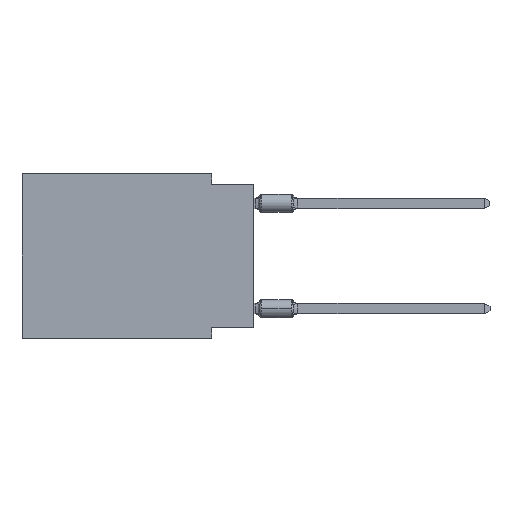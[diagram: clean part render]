
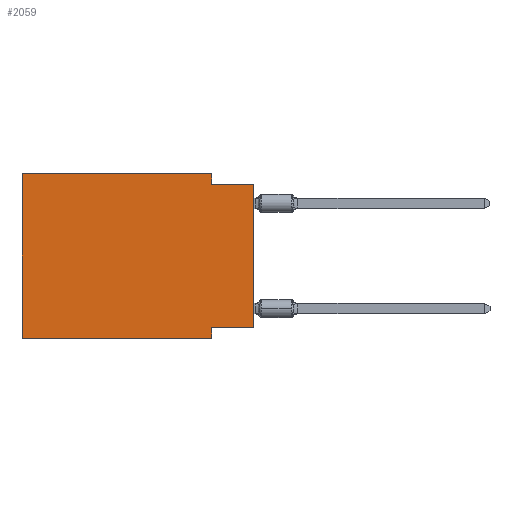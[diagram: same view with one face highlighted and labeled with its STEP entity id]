
A CAD part, left-side view. The second image highlights one B-rep face of the part: STEP entity #2059.
In plain terms, the highlighted planar face has unit normal (-1, 0, 0).
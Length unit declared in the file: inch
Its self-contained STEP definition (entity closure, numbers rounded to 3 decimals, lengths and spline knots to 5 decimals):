
#344 = LINE ( 'NONE', #7816, #19623 ) ;
#399 = VERTEX_POINT ( 'NONE', #14486 ) ;
#906 = DIRECTION ( 'NONE',  ( 0., -1., 0. ) ) ;
#1430 = LINE ( 'NONE', #21758, #18919 ) ;
#1524 = VECTOR ( 'NONE', #16683, 39.37008 ) ;
#1777 = EDGE_CURVE ( 'NONE', #11363, #12081, #15713, .T. ) ;
#1984 = DIRECTION ( 'NONE',  ( 0., 1., 0. ) ) ;
#2010 = FACE_OUTER_BOUND ( 'NONE', #11974, .T. ) ;
#2059 = ADVANCED_FACE ( 'NONE', ( #2010 ), #9826, .F. ) ;
#2220 = LINE ( 'NONE', #15421, #12860 ) ;
#3582 = EDGE_CURVE ( 'NONE', #21848, #399, #2220, .T. ) ;
#5076 = VECTOR ( 'NONE', #906, 39.37008 ) ;
#5801 = CARTESIAN_POINT ( 'NONE',  ( 0., 0.55, -0.39 ) ) ;
#5982 = DIRECTION ( 'NONE',  ( 0., 0., 1. ) ) ;
#7816 = CARTESIAN_POINT ( 'NONE',  ( 0., 0., 0. ) ) ;
#8226 = DIRECTION ( 'NONE',  ( 1., 0., 0. ) ) ;
#8775 = DIRECTION ( 'NONE',  ( 0., -1., 0. ) ) ;
#9376 = VERTEX_POINT ( 'NONE', #16451 ) ;
#9712 = ORIENTED_EDGE ( 'NONE', *, *, #1777, .F. ) ;
#9826 = PLANE ( 'NONE',  #21487 ) ;
#9892 = LINE ( 'NONE', #19086, #23689 ) ;
#10011 = DIRECTION ( 'NONE',  ( 0., 0., -1. ) ) ;
#10253 = EDGE_CURVE ( 'NONE', #23869, #9376, #1430, .T. ) ;
#10334 = ORIENTED_EDGE ( 'NONE', *, *, #11655, .F. ) ;
#10748 = LINE ( 'NONE', #17988, #18527 ) ;
#11354 = EDGE_CURVE ( 'NONE', #12081, #23869, #13706, .T. ) ;
#11363 = VERTEX_POINT ( 'NONE', #23005 ) ;
#11498 = CARTESIAN_POINT ( 'NONE',  ( 0., 0.1, -0.025 ) ) ;
#11655 = EDGE_CURVE ( 'NONE', #399, #18747, #9892, .T. ) ;
#11725 = ORIENTED_EDGE ( 'NONE', *, *, #20668, .T. ) ;
#11871 = DIRECTION ( 'NONE',  ( 0., 0., -1. ) ) ;
#11967 = VERTEX_POINT ( 'NONE', #5801 ) ;
#11974 = EDGE_LOOP ( 'NONE', ( #11725, #14270, #18029, #9712, #15873, #19977, #10334, #16576 ) ) ;
#12081 = VERTEX_POINT ( 'NONE', #23041 ) ;
#12108 = CARTESIAN_POINT ( 'NONE',  ( 0., 0.1, 0. ) ) ;
#12133 = CARTESIAN_POINT ( 'NONE',  ( 0., 0.1, -0.39 ) ) ;
#12661 = LINE ( 'NONE', #20513, #1524 ) ;
#12787 = CARTESIAN_POINT ( 'NONE',  ( 0., 0., -0.365 ) ) ;
#12860 = VECTOR ( 'NONE', #1984, 39.37008 ) ;
#13706 = LINE ( 'NONE', #12108, #21330 ) ;
#14270 = ORIENTED_EDGE ( 'NONE', *, *, #10253, .F. ) ;
#14486 = CARTESIAN_POINT ( 'NONE',  ( 0., 0.1, -0.365 ) ) ;
#15421 = CARTESIAN_POINT ( 'NONE',  ( 0., 0., -0.365 ) ) ;
#15684 = CARTESIAN_POINT ( 'NONE',  ( 0., 0.55, 0. ) ) ;
#15713 = LINE ( 'NONE', #17687, #5076 ) ;
#15873 = ORIENTED_EDGE ( 'NONE', *, *, #17338, .F. ) ;
#16451 = CARTESIAN_POINT ( 'NONE',  ( 0., 0., -0.025 ) ) ;
#16576 = ORIENTED_EDGE ( 'NONE', *, *, #3582, .F. ) ;
#16683 = DIRECTION ( 'NONE',  ( 0., 0., 1. ) ) ;
#17338 = EDGE_CURVE ( 'NONE', #11967, #11363, #12661, .T. ) ;
#17687 = CARTESIAN_POINT ( 'NONE',  ( 0., 0.55, 0. ) ) ;
#17988 = CARTESIAN_POINT ( 'NONE',  ( 0., 0.55, -0.39 ) ) ;
#18029 = ORIENTED_EDGE ( 'NONE', *, *, #11354, .F. ) ;
#18527 = VECTOR ( 'NONE', #21647, 39.37008 ) ;
#18747 = VERTEX_POINT ( 'NONE', #12133 ) ;
#18919 = VECTOR ( 'NONE', #8775, 39.37008 ) ;
#19086 = CARTESIAN_POINT ( 'NONE',  ( 0., 0.1, -0.39 ) ) ;
#19623 = VECTOR ( 'NONE', #5982, 39.37008 ) ;
#19977 = ORIENTED_EDGE ( 'NONE', *, *, #22466, .T. ) ;
#20513 = CARTESIAN_POINT ( 'NONE',  ( 0., 0.55, 0. ) ) ;
#20668 = EDGE_CURVE ( 'NONE', #21848, #9376, #344, .T. ) ;
#21330 = VECTOR ( 'NONE', #11871, 39.37008 ) ;
#21487 = AXIS2_PLACEMENT_3D ( 'NONE', #15684, #8226, #21701 ) ;
#21647 = DIRECTION ( 'NONE',  ( 0., -1., 0. ) ) ;
#21701 = DIRECTION ( 'NONE',  ( 0., 0., -1. ) ) ;
#21758 = CARTESIAN_POINT ( 'NONE',  ( 0., 0., -0.025 ) ) ;
#21848 = VERTEX_POINT ( 'NONE', #12787 ) ;
#22466 = EDGE_CURVE ( 'NONE', #11967, #18747, #10748, .T. ) ;
#23005 = CARTESIAN_POINT ( 'NONE',  ( 0., 0.55, 0. ) ) ;
#23041 = CARTESIAN_POINT ( 'NONE',  ( 0., 0.1, 0. ) ) ;
#23689 = VECTOR ( 'NONE', #10011, 39.37008 ) ;
#23869 = VERTEX_POINT ( 'NONE', #11498 ) ;
